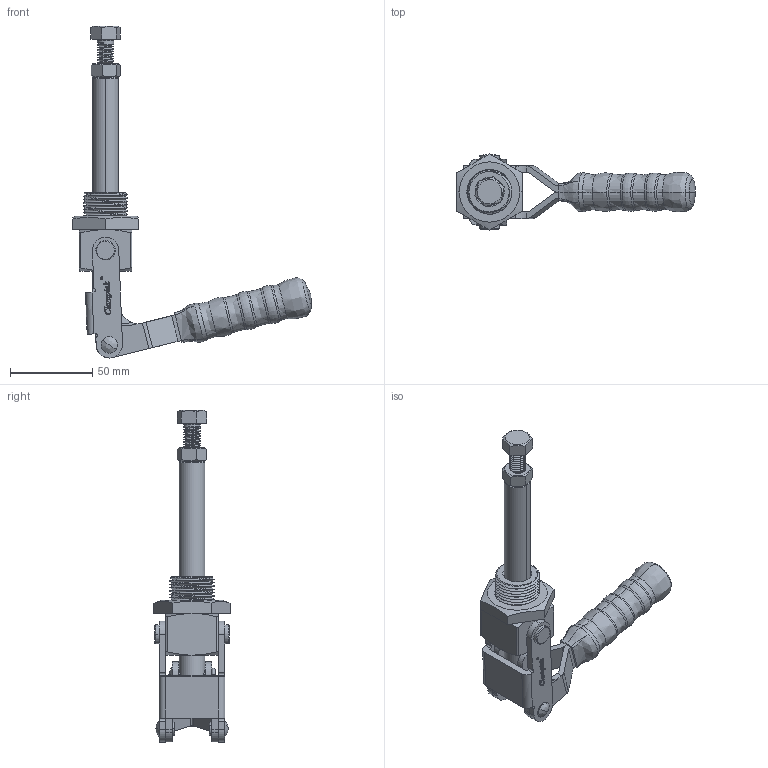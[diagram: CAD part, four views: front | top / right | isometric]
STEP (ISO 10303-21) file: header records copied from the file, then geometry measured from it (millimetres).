
FILE_DESCRIPTION (( 'STEP AP203' ), '1' );
FILE_NAME ('CH-36224M.STEP', '2010-06-07T09:55:55', ( '微软用户' ), ( '微软中国' ), 'SwSTEP 2.0', 'SolidWorks 2008', '' );
FILE_SCHEMA (( 'CONFIG_CONTROL_DESIGN' ));
Length unit declared in the file: millimetre
Products named in the file (12): CH-SA-105015 SPINDLE SUPPLIED_默认; CH-36224M-04 CONNECTING-PLATE_默认; CH-36224M-03 HANDLE_默认; CH-36224M-09_默认; M10 Nut_默认; CH-36224M; CH-36224M-01_默认; CH-36224M-02 CREST STALK_默认; CH-36224M-07_默认; CH-36224M-08_默认; CH-36224M-06_默认; CH-36224M-05_默认
Assembly tree (13 placements, depth 2):
  CH-36224M
    CH-36224M-03 HANDLE_默认
    CH-36224M-05_默认
    CH-36224M-02 CREST STALK_默认
    CH-36224M-06_默认  x2
    CH-36224M-04 CONNECTING-PLATE_默认
    CH-36224M-07_默认  x2
    CH-36224M-08_默认
    CH-36224M-09_默认
    M10 Nut_默认
    CH-36224M-01_默认
    CH-SA-105015 SPINDLE SUPPLIED_默认
Bounding box: 145.03 x 46.19 x 201.71 mm (x, y, z)
Volume: 119454.2 mm3; surface area: 62843.1 mm2
Topology: 14 solids, 14 shells, 786 faces, 2103 edges, 1360 vertices
Faces by surface type: plane 250, cylinder 240, bspline 213, cone 69, torus 14
Entity records: 41345 total; most frequent: CARTESIAN_POINT 23194, ORIENTED_EDGE 4086, DIRECTION 2645, EDGE_CURVE 2043, VERTEX_POINT 1336, VECTOR 999, LINE 999, EDGE_LOOP 825
